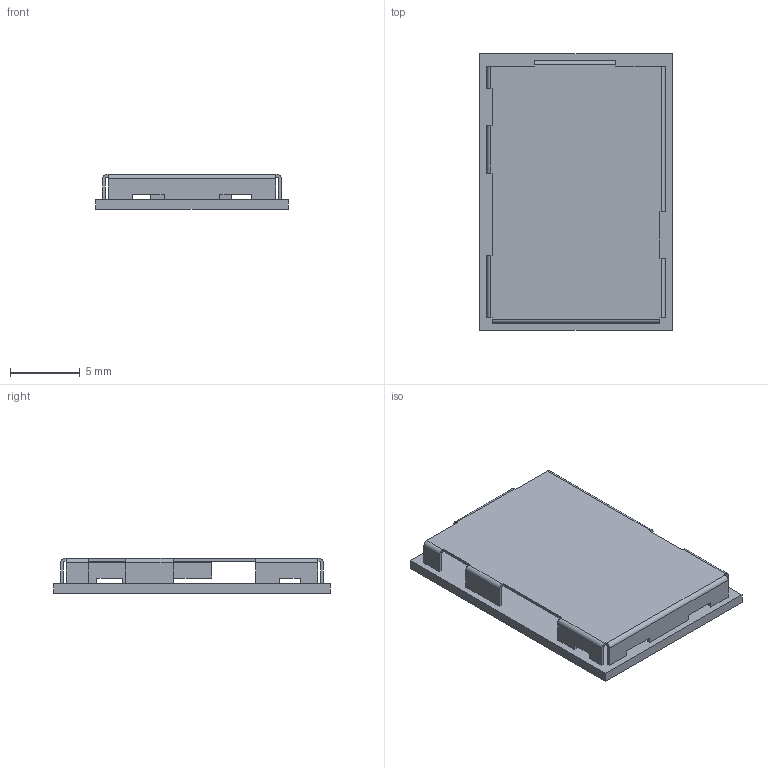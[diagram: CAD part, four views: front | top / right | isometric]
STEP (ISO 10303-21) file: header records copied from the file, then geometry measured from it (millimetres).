
FILE_DESCRIPTION(('STEP AP214'),'1');
FILE_NAME('EMMY-W1.stp','2016-03-18T10:30:10',(' '),(' '),'Spatial InterOp 3D',' ',' ');
FILE_SCHEMA(('automotive_design'));
Length unit declared in the file: millimetre
Products named in the file (13): PCB; 13.8x19.8mm PCB; EMMY-W1; EMMY-pads; Part9; Shield box; Part49; Shieldbox
Assembly tree (59 placements, depth 4):
  EMMY-W1
    13.8x19.8mm PCB
      PCB
        PCB
    EMMY-pads
      (unnamed)  x16
      Part9  x26
      Part9  x4
      Part9  x5
      Part9
    Shieldbox
      Shield box
        Part49
Bounding box: 13.8 x 19.8 x 2.51 mm (x, y, z)
Volume: 250.6 mm3; surface area: 1436.2 mm2
Topology: 54 solids, 54 shells, 399 faces, 873 edges, 582 vertices
Faces by surface type: plane 385, cylinder 14
Entity records: 5197 total; most frequent: DIRECTION 701, CARTESIAN_POINT 697, ORIENTED_EDGE 618, EDGE_CURVE 309, LINE 281, VECTOR 281, AXIS2_PLACEMENT_3D 210, VERTEX_POINT 206
